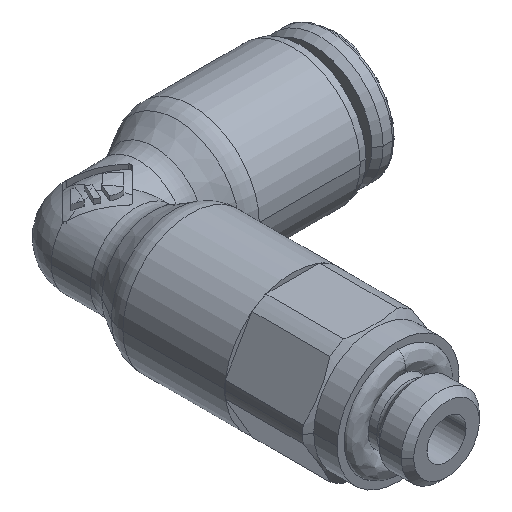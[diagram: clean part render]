
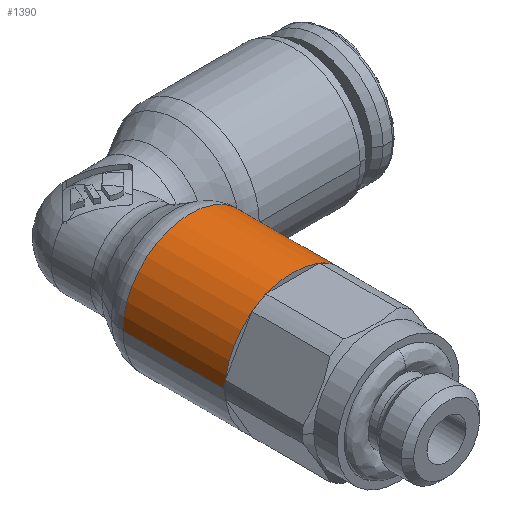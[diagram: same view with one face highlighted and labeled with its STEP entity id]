
A CAD part, isometric view. The second image highlights one B-rep face of the part: STEP entity #1390.
In plain terms, the highlighted cylindrical face has radius 4.325 mm (diameter 8.65 mm), a partial arc.
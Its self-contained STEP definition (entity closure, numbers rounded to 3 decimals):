
#1390=ADVANCED_FACE('NONE',(#3234),#3235,.T.);
#3234=FACE_OUTER_BOUND('',#7064,.T.);
#3235=CYLINDRICAL_SURFACE('',#7065,4.325);
#7064=EDGE_LOOP('',(#12685,#12686,#12687,#12688));
#7065=AXIS2_PLACEMENT_3D('',#12689,#12690,#12691);
#12685=ORIENTED_EDGE('',*,*,#17001,.T.);
#12686=ORIENTED_EDGE('',*,*,#18241,.T.);
#12687=ORIENTED_EDGE('',*,*,#17003,.T.);
#12688=ORIENTED_EDGE('',*,*,#18242,.T.);
#12689=CARTESIAN_POINT('',(0.0,-13.273,0.0));
#12690=DIRECTION('',(0.0,-1.0,0.0));
#12691=DIRECTION('',(1.0,0.0,0.0));
#17001=EDGE_CURVE('',#19804,#19805,#19806,.T.);
#17003=EDGE_CURVE('',#19809,#19807,#19810,.T.);
#18241=EDGE_CURVE('NONE',#19805,#19809,#21819,.T.);
#18242=EDGE_CURVE('NONE',#19807,#19804,#21820,.T.);
#19804=VERTEX_POINT('',#23910);
#19805=VERTEX_POINT('',#23911);
#19806=LINE('',#23912,#23913);
#19807=VERTEX_POINT('NONE',#23914);
#19809=VERTEX_POINT('NONE',#23916);
#19810=LINE('',#23917,#23918);
#21819=CIRCLE('',#27802,4.325);
#21820=CIRCLE('',#27803,4.325);
#23910=CARTESIAN_POINT('',(4.325,-12.5,0.));
#23911=CARTESIAN_POINT('',(4.325,-5.953,0.));
#23912=CARTESIAN_POINT('',(4.325,-9.227,0.));
#23913=VECTOR('',#31252,1.0);
#23914=CARTESIAN_POINT('',(-4.325,-12.5,0.0));
#23916=CARTESIAN_POINT('',(-4.325,-5.953,0.0));
#23917=CARTESIAN_POINT('',(-4.325,-9.227,0.));
#23918=VECTOR('',#31256,1.0);
#27802=AXIS2_PLACEMENT_3D('',#32606,#32607,#32608);
#27803=AXIS2_PLACEMENT_3D('',#32609,#32610,#32611);
#31252=DIRECTION('',(-0.0,1.0,-0.0));
#31256=DIRECTION('',(0.0,-1.0,0.0));
#32606=CARTESIAN_POINT('',(0.0,-5.953,0.0));
#32607=DIRECTION('',(0.0,-1.0,0.0));
#32608=DIRECTION('',(-1.0,0.0,0.0));
#32609=CARTESIAN_POINT('',(0.0,-12.5,0.0));
#32610=DIRECTION('',(0.0,1.0,0.0));
#32611=DIRECTION('',(-1.0,0.0,0.0));
